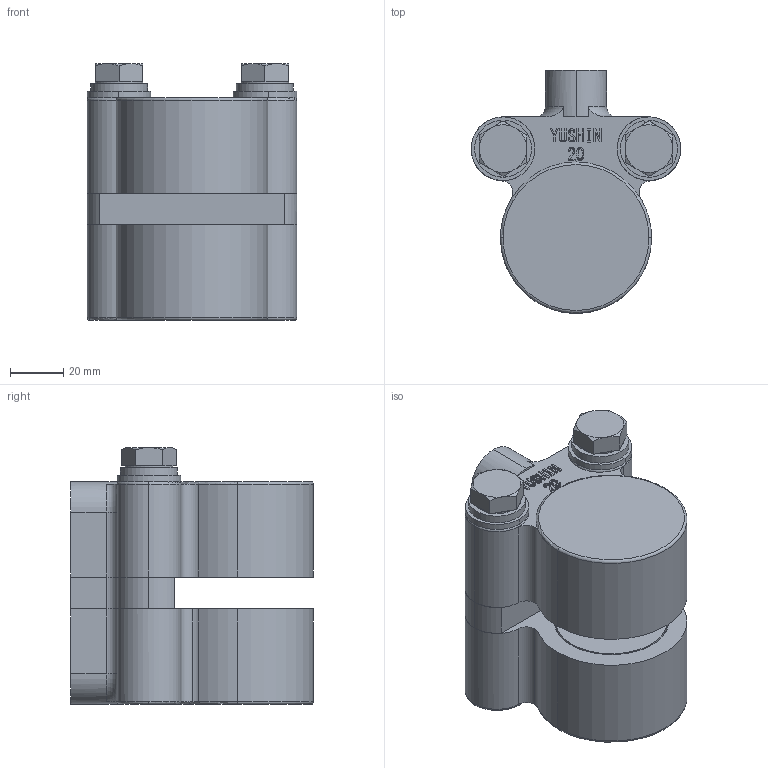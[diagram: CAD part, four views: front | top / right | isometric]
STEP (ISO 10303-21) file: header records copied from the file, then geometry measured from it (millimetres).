
FILE_DESCRIPTION (( 'STEP AP203' ), '1' );
FILE_NAME ('DBA-20(Web—p).STEP', '2024-10-23T00:37:29', ( '' ), ( '' ), 'SwSTEP 2.0', 'SolidWorks 2024', '' );
FILE_SCHEMA (( 'CONFIG_CONTROL_DESIGN' ));
Length unit declared in the file: millimetre
Products named in the file (1): DBA-20(Web用)
Bounding box: 79 x 91.5 x 96.8 mm (x, y, z)
Volume: 353779.7 mm3; surface area: 43120.1 mm2
Topology: 1 solids, 1 shells, 513 faces, 1332 edges, 853 vertices
Faces by surface type: plane 266, bspline 116, cylinder 63, cone 52, torus 16
Entity records: 19874 total; most frequent: CARTESIAN_POINT 7971, ORIENTED_EDGE 2656, DIRECTION 2093, EDGE_CURVE 1328, VERTEX_POINT 853, LINE 791, VECTOR 791, AXIS2_PLACEMENT_3D 651
